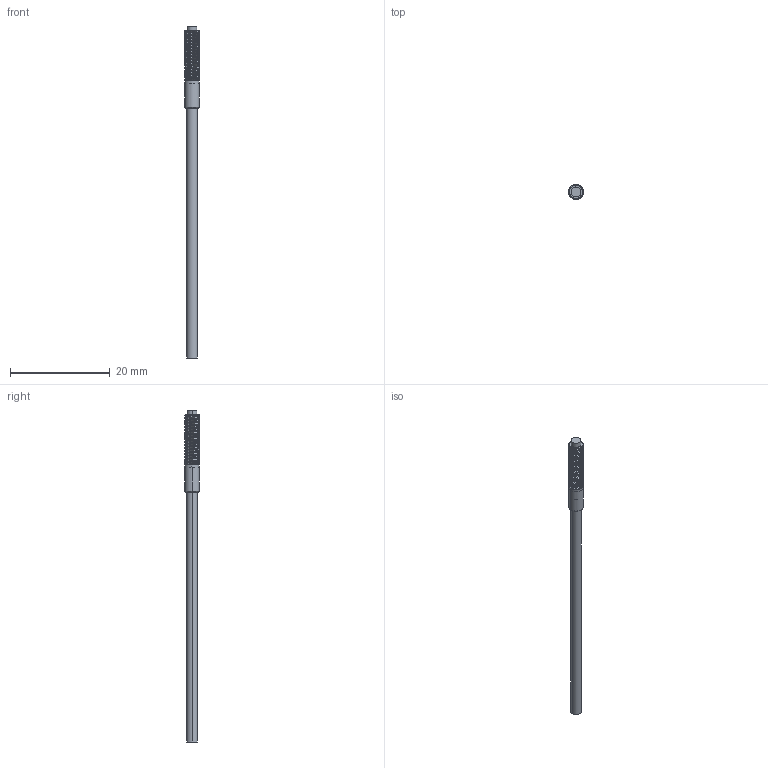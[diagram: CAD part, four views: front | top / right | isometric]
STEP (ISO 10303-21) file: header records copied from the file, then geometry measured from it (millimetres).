
FILE_DESCRIPTION((''),'2;1');
FILE_NAME('RCM3-2_ASM','2020-04-16T',('Gavin'),(''),'PRO/ENGINEER BY PARAMETRIC TECHNOLOGY CORPORATION, 2009440','PRO/ENGINEER BY PARAMETRIC TECHNOLOGY CORPORATION, 2009440','');
FILE_SCHEMA(('CONFIG_CONTROL_DESIGN'));
Length unit declared in the file: millimetre
Products named in the file (5): M3-BODY_ANY; M4-COVER_ANY; RCM3-2_ANY_ASM; _RCM3-2; RCM3-2_ASM
Assembly tree (4 placements, depth 3):
  RCM3-2_ASM
    RCM3-2_ANY_ASM
      M3-BODY_ANY
      M4-COVER_ANY
    _RCM3-2
Bounding box: 3 x 3 x 66.5 mm (x, y, z)
Volume: 294.1 mm3; surface area: 626.1 mm2
Topology: 2 solids, 2 shells, 113 faces, 302 edges, 197 vertices
Faces by surface type: cylinder 79, bspline 22, plane 10, cone 2
Entity records: 26485 total; most frequent: CARTESIAN_POINT 23917, ORIENTED_EDGE 604, DIRECTION 362, EDGE_CURVE 302, VERTEX_POINT 197, B_SPLINE_CURVE_WITH_KNOTS 172, AXIS2_PLACEMENT_3D 130, EDGE_LOOP 117
